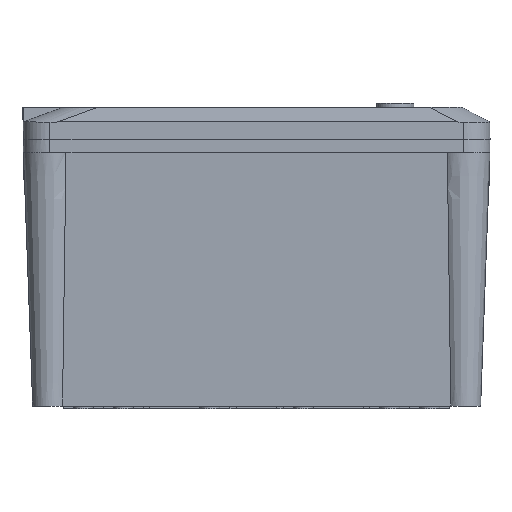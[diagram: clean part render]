
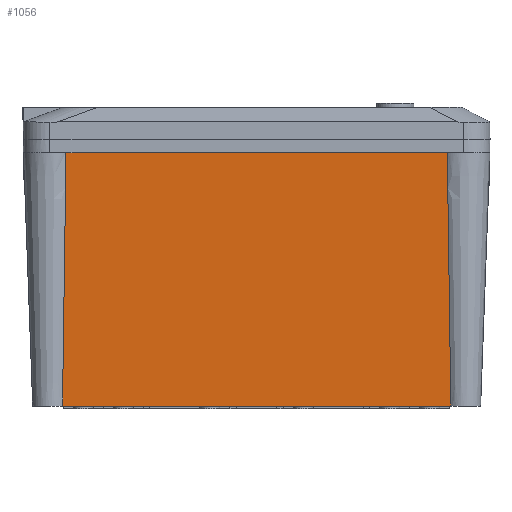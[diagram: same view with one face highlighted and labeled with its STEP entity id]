
A CAD part, front view. The second image highlights one B-rep face of the part: STEP entity #1056.
In plain terms, the highlighted face is planar.
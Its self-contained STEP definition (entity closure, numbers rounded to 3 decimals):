
#147 = CARTESIAN_POINT ( 'NONE',  ( -26.357, 122.108, 227.561 ) ) ;
#669 = CARTESIAN_POINT ( 'NONE',  ( -52.787, 121.14, 227.889 ) ) ;
#729 = CARTESIAN_POINT ( 'NONE',  ( -52.846, 121.138, 227.891 ) ) ;
#801 = DIRECTION ( 'NONE',  ( 0., 0., 1. ) ) ;
#868 = DIRECTION ( 'NONE',  ( 0., 0., 1. ) ) ;
#932 = CARTESIAN_POINT ( 'NONE',  ( -216.357, 115.141, 230.169 ) ) ;
#984 = CARTESIAN_POINT ( 'NONE',  ( -216.357, 115.141, 227.888 ) ) ;
#1056 = ADVANCED_FACE ( 'NONE', ( #6155 ), #9048, .T. ) ;
#1060 = CARTESIAN_POINT ( 'NONE',  ( -35.357, 121.779, 227.672 ) ) ;
#1268 = VERTEX_POINT ( 'NONE', #2225 ) ;
#1534 = CARTESIAN_POINT ( 'NONE',  ( -107.272, 119.141, -59.474 ) ) ;
#1714 = AXIS2_PLACEMENT_3D ( 'NONE', #2653, #4230, #801 ) ;
#1951 = CARTESIAN_POINT ( 'NONE',  ( -44.148, 121.457, -58.681 ) ) ;
#1954 = VECTOR ( 'NONE', #868, 1000. ) ;
#2225 = CARTESIAN_POINT ( 'NONE',  ( -26.357, 122.108, -58.461 ) ) ;
#2653 = CARTESIAN_POINT ( 'NONE',  ( -216.357, 115.141, 227.888 ) ) ;
#2759 = ORIENTED_EDGE ( 'NONE', *, *, #5898, .F. ) ;
#3555 = VERTEX_POINT ( 'NONE', #11584 ) ;
#3664 = VERTEX_POINT ( 'NONE', #6354 ) ;
#3755 = CARTESIAN_POINT ( 'NONE',  ( -52.728, 121.141, 227.888 ) ) ;
#4230 = DIRECTION ( 'NONE',  ( -0.037, 0.999, 0. ) ) ;
#4348 = CARTESIAN_POINT ( 'NONE',  ( -216.357, 115.141, -61.069 ) ) ;
#4430 = EDGE_LOOP ( 'NONE', ( #5493, #9233, #5574, #2759, #9656, #11353, #5791 ) ) ;
#4488 = B_SPLINE_CURVE_WITH_KNOTS ( 'NONE', 3,
 ( #147, #1060, #7309, #3755 ),
 .UNSPECIFIED., .F., .F.,
 ( 4, 4 ),
 ( 0., 1. ),
 .UNSPECIFIED. ) ;
#4548 = CARTESIAN_POINT ( 'NONE',  ( -35.357, 121.779, -58.572 ) ) ;
#4626 = EDGE_CURVE ( 'NONE', #8375, #1268, #10390, .T. ) ;
#4789 = B_SPLINE_CURVE_WITH_KNOTS ( 'NONE', 3,
 ( #8923, #669, #729, #11667 ),
 .UNSPECIFIED., .F., .F.,
 ( 4, 4 ),
 ( 0., 1. ),
 .UNSPECIFIED. ) ;
#4840 = EDGE_CURVE ( 'NONE', #7760, #8375, #6084, .T. ) ;
#5085 = LINE ( 'NONE', #9546, #6871 ) ;
#5225 = EDGE_CURVE ( 'NONE', #3664, #9304, #4789, .T. ) ;
#5424 = B_SPLINE_CURVE_WITH_KNOTS ( 'NONE', 3,
 ( #9926, #7103, #6452, #10891 ),
 .UNSPECIFIED., .F., .F.,
 ( 4, 4 ),
 ( 0.125, 0.289 ),
 .UNSPECIFIED. ) ;
#5493 = ORIENTED_EDGE ( 'NONE', *, *, #7211, .T. ) ;
#5574 = ORIENTED_EDGE ( 'NONE', *, *, #5225, .F. ) ;
#5577 = EDGE_CURVE ( 'NONE', #3555, #1268, #5085, .T. ) ;
#5791 = ORIENTED_EDGE ( 'NONE', *, *, #4840, .F. ) ;
#5885 = CARTESIAN_POINT ( 'NONE',  ( -52.728, 121.141, -58.788 ) ) ;
#5898 = EDGE_CURVE ( 'NONE', #3555, #3664, #4488, .T. ) ;
#6084 = B_SPLINE_CURVE_WITH_KNOTS ( 'NONE', 3,
 ( #4348, #8992, #1534, #11746 ),
 .UNSPECIFIED., .F., .F.,
 ( 4, 4 ),
 ( 0.125, 0.289 ),
 .UNSPECIFIED. ) ;
#6155 = FACE_OUTER_BOUND ( 'NONE', #4430, .T. ) ;
#6354 = CARTESIAN_POINT ( 'NONE',  ( -52.728, 121.141, 227.888 ) ) ;
#6452 = CARTESIAN_POINT ( 'NONE',  ( -107.39, 119.137, 228.576 ) ) ;
#6545 = CARTESIAN_POINT ( 'NONE',  ( -52.728, 121.141, -58.788 ) ) ;
#6676 = CARTESIAN_POINT ( 'NONE',  ( -52.905, 121.136, 227.89 ) ) ;
#6871 = VECTOR ( 'NONE', #10562, 1000. ) ;
#7103 = CARTESIAN_POINT ( 'NONE',  ( -161.874, 117.139, 229.317 ) ) ;
#7211 = EDGE_CURVE ( 'NONE', #7760, #10079, #11685, .T. ) ;
#7253 = CARTESIAN_POINT ( 'NONE',  ( -26.357, 122.108, -58.461 ) ) ;
#7309 = CARTESIAN_POINT ( 'NONE',  ( -44.148, 121.457, 227.781 ) ) ;
#7585 = EDGE_CURVE ( 'NONE', #10079, #9304, #5424, .T. ) ;
#7760 = VERTEX_POINT ( 'NONE', #9453 ) ;
#8375 = VERTEX_POINT ( 'NONE', #5885 ) ;
#8923 = CARTESIAN_POINT ( 'NONE',  ( -52.728, 121.141, 227.888 ) ) ;
#8992 = CARTESIAN_POINT ( 'NONE',  ( -161.815, 117.141, -60.216 ) ) ;
#9048 = PLANE ( 'NONE',  #1714 ) ;
#9233 = ORIENTED_EDGE ( 'NONE', *, *, #7585, .T. ) ;
#9304 = VERTEX_POINT ( 'NONE', #6676 ) ;
#9453 = CARTESIAN_POINT ( 'NONE',  ( -216.357, 115.141, -61.069 ) ) ;
#9546 = CARTESIAN_POINT ( 'NONE',  ( -26.357, 122.108, 227.888 ) ) ;
#9656 = ORIENTED_EDGE ( 'NONE', *, *, #5577, .T. ) ;
#9926 = CARTESIAN_POINT ( 'NONE',  ( -216.357, 115.141, 230.169 ) ) ;
#10079 = VERTEX_POINT ( 'NONE', #932 ) ;
#10390 = B_SPLINE_CURVE_WITH_KNOTS ( 'NONE', 3,
 ( #6545, #1951, #4548, #7253 ),
 .UNSPECIFIED., .F., .F.,
 ( 4, 4 ),
 ( 0., 1. ),
 .UNSPECIFIED. ) ;
#10562 = DIRECTION ( 'NONE',  ( 0., 0., -1. ) ) ;
#10891 = CARTESIAN_POINT ( 'NONE',  ( -52.905, 121.136, 227.89 ) ) ;
#11353 = ORIENTED_EDGE ( 'NONE', *, *, #4626, .F. ) ;
#11584 = CARTESIAN_POINT ( 'NONE',  ( -26.357, 122.108, 227.561 ) ) ;
#11667 = CARTESIAN_POINT ( 'NONE',  ( -52.905, 121.136, 227.89 ) ) ;
#11685 = LINE ( 'NONE', #984, #1954 ) ;
#11746 = CARTESIAN_POINT ( 'NONE',  ( -52.728, 121.141, -58.788 ) ) ;
